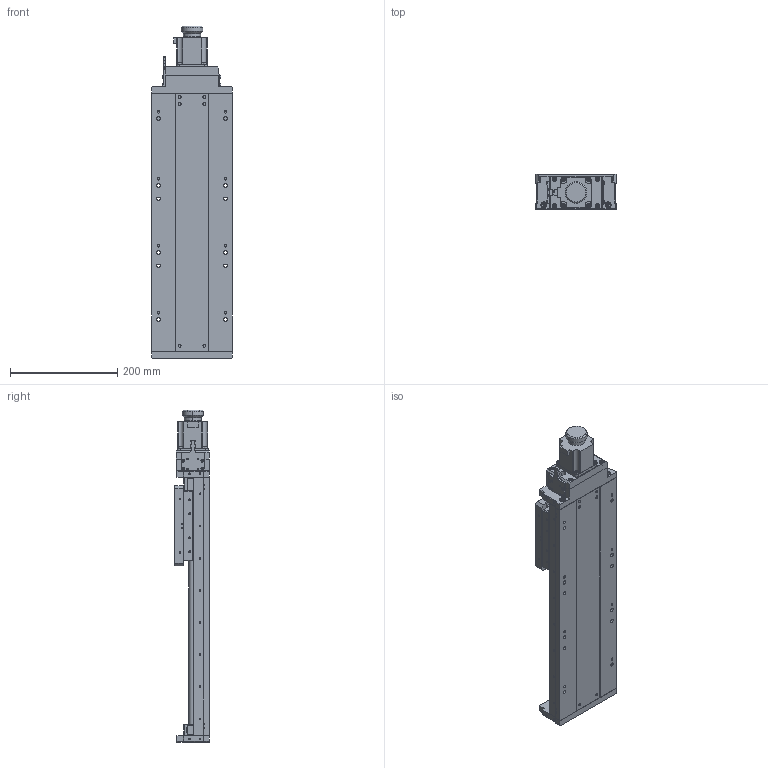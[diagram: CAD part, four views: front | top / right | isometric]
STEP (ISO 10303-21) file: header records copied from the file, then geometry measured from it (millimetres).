
FILE_DESCRIPTION (( 'STEP AP203' ), '1' );
FILE_NAME ('PA300.step', '2019-05-06T08:19:24', ( '' ), ( '' ), 'SwSTEP 2.0', 'SolidWorks 2017', '' );
FILE_SCHEMA (( 'CONFIG_CONTROL_DESIGN' ));
Length unit declared in the file: millimetre
Products named in the file (1): PA300
Bounding box: 150 x 65 x 619.5 mm (x, y, z)
Surface area: 448849.9 mm2 (no closed solid volume)
Topology: 0 solids, 103 shells, 1217 faces, 4785 edges, 3597 vertices
Faces by surface type: plane 652, cylinder 437, torus 84, cone 28, sphere 16
Entity records: 51914 total; most frequent: CARTESIAN_POINT 11752, DIRECTION 8515, ORIENTED_EDGE 7127, EDGE_CURVE 4763, VERTEX_POINT 3597, VECTOR 2843, LINE 2843, AXIS2_PLACEMENT_3D 2836
